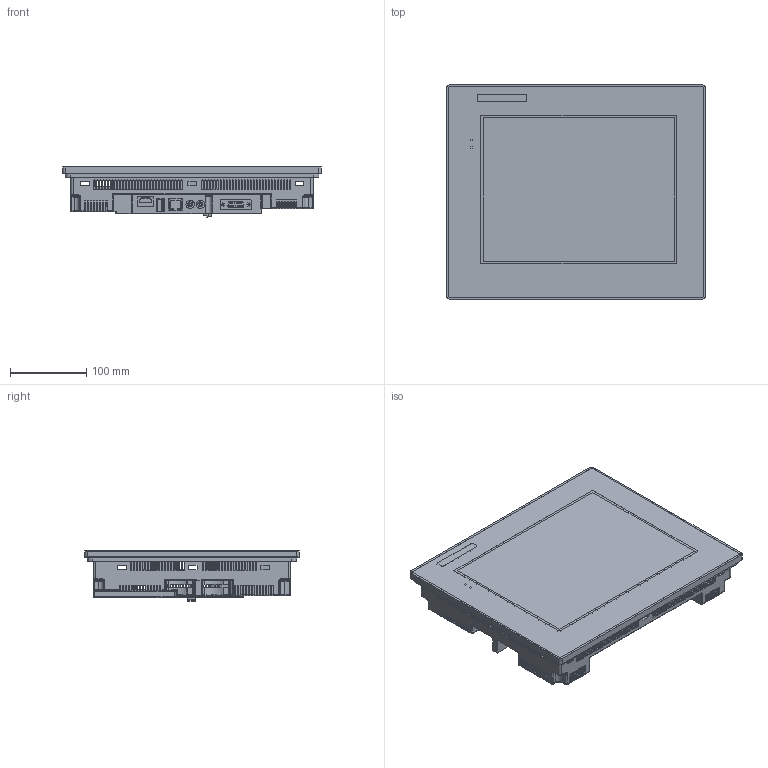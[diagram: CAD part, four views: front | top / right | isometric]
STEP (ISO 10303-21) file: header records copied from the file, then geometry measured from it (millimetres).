
FILE_DESCRIPTION (( 'STEP AP214' ), '1' );
FILE_NAME ('EA9-T12CL.STEP', '2015-02-17T16:16:57', ( '' ), ( '' ), 'SwSTEP 2.0', 'SolidWorks 2014', '' );
FILE_SCHEMA (( 'AUTOMOTIVE_DESIGN' ));
Length unit declared in the file: inch
Products named in the file (1): EA9-T12CL
Bounding box: 338 x 280 x 65.48 mm (x, y, z)
Volume: 894345.4 mm3; surface area: 585992.8 mm2
Topology: 4 solids, 4 shells, 2787 faces, 8695 edges, 5698 vertices
Faces by surface type: plane 1448, cylinder 1240, torus 67, sphere 23, bspline 9
Entity records: 99985 total; most frequent: CARTESIAN_POINT 17620, ORIENTED_EDGE 17328, DIRECTION 16708, EDGE_CURVE 8664, VECTOR 6104, LINE 6104, VERTEX_POINT 5698, AXIS2_PLACEMENT_3D 5302
